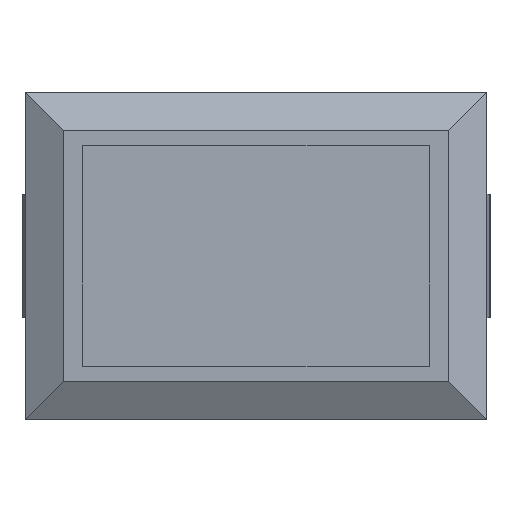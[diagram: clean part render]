
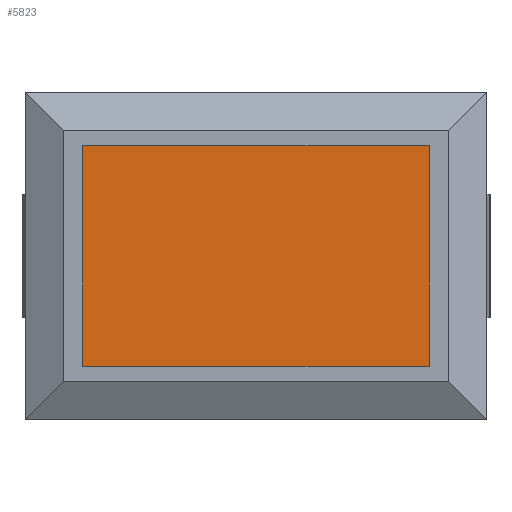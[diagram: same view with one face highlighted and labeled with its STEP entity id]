
A CAD part, top view. The second image highlights one B-rep face of the part: STEP entity #5823.
In plain terms, the highlighted planar face has unit normal (0, 0, 1).
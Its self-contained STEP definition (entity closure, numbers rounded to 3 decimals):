
#20 = DIRECTION ( 'NONE',  ( 0., -1., 0. ) ) ;
#138 = CARTESIAN_POINT ( 'NONE',  ( 17.252, 10.8, 7.2 ) ) ;
#147 = ORIENTED_EDGE ( 'NONE', *, *, #5092, .T. ) ;
#184 = FACE_OUTER_BOUND ( 'NONE', #836, .T. ) ;
#222 = CARTESIAN_POINT ( 'NONE',  ( 1.552, 10.8, 7.2 ) ) ;
#472 = DIRECTION ( 'NONE',  ( 0., 0., 1. ) ) ;
#495 = CARTESIAN_POINT ( 'NONE',  ( 0., 0., 7.2 ) ) ;
#836 = EDGE_LOOP ( 'NONE', ( #1748, #147, #1060, #3778 ) ) ;
#1060 = ORIENTED_EDGE ( 'NONE', *, *, #5870, .T. ) ;
#1385 = LINE ( 'NONE', #4200, #2867 ) ;
#1561 = LINE ( 'NONE', #222, #3690 ) ;
#1612 = EDGE_CURVE ( 'NONE', #3826, #3547, #1561, .T. ) ;
#1748 = ORIENTED_EDGE ( 'NONE', *, *, #4122, .T. ) ;
#1932 = DIRECTION ( 'NONE',  ( 0., 1., 0. ) ) ;
#2216 = CARTESIAN_POINT ( 'NONE',  ( 1.552, 0.8, 7.2 ) ) ;
#2448 = CARTESIAN_POINT ( 'NONE',  ( 1.552, 10.8, 7.2 ) ) ;
#2709 = LINE ( 'NONE', #5487, #4924 ) ;
#2867 = VECTOR ( 'NONE', #20, 1000. ) ;
#3203 = VERTEX_POINT ( 'NONE', #2216 ) ;
#3547 = VERTEX_POINT ( 'NONE', #2448 ) ;
#3690 = VECTOR ( 'NONE', #3903, 1000. ) ;
#3778 = ORIENTED_EDGE ( 'NONE', *, *, #1612, .T. ) ;
#3826 = VERTEX_POINT ( 'NONE', #138 ) ;
#3903 = DIRECTION ( 'NONE',  ( -1., 0., 0. ) ) ;
#4122 = EDGE_CURVE ( 'NONE', #3547, #3203, #1385, .T. ) ;
#4200 = CARTESIAN_POINT ( 'NONE',  ( 1.552, 10.8, 7.2 ) ) ;
#4241 = PLANE ( 'NONE',  #4819 ) ;
#4379 = VERTEX_POINT ( 'NONE', #6037 ) ;
#4384 = LINE ( 'NONE', #5759, #5298 ) ;
#4819 = AXIS2_PLACEMENT_3D ( 'NONE', #495, #472, #5266 ) ;
#4924 = VECTOR ( 'NONE', #5400, 1000. ) ;
#5092 = EDGE_CURVE ( 'NONE', #3203, #4379, #2709, .T. ) ;
#5266 = DIRECTION ( 'NONE',  ( 1., 0., 0. ) ) ;
#5298 = VECTOR ( 'NONE', #1932, 1000. ) ;
#5400 = DIRECTION ( 'NONE',  ( 1., 0., 0. ) ) ;
#5487 = CARTESIAN_POINT ( 'NONE',  ( 1.552, 0.8, 7.2 ) ) ;
#5759 = CARTESIAN_POINT ( 'NONE',  ( 17.252, 10.8, 7.2 ) ) ;
#5823 = ADVANCED_FACE ( 'NONE', ( #184 ), #4241, .T. ) ;
#5870 = EDGE_CURVE ( 'NONE', #4379, #3826, #4384, .T. ) ;
#6037 = CARTESIAN_POINT ( 'NONE',  ( 17.252, 0.8, 7.2 ) ) ;
